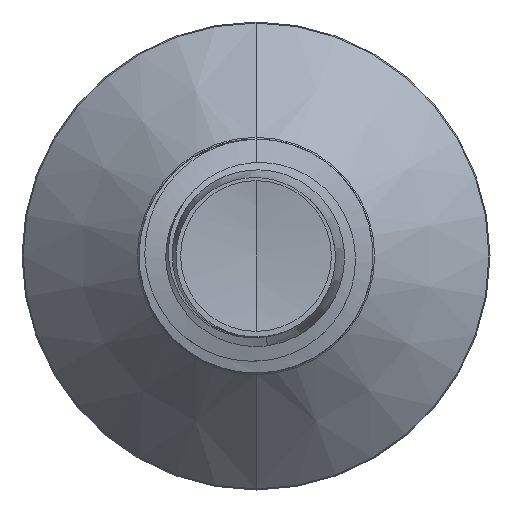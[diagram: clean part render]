
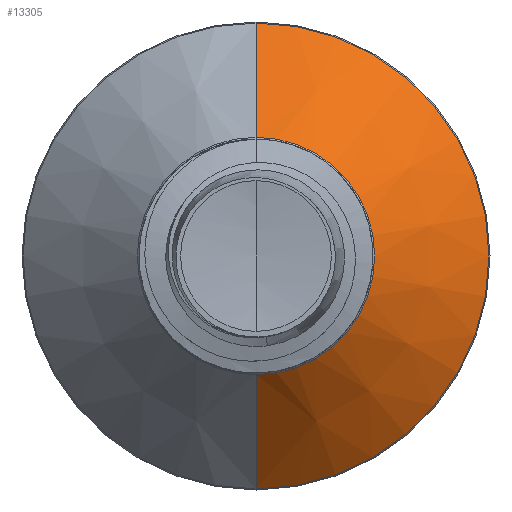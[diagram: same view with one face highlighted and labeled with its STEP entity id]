
A CAD part, front view. The second image highlights one B-rep face of the part: STEP entity #13305.
In plain terms, the highlighted conical face has half-angle 45 degrees and reference radius 1.522 mm.
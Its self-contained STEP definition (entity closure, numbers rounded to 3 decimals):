
#104 = CARTESIAN_POINT ( 'NONE',  ( 0., 5.972, -1.522 ) ) ;
#764 = ORIENTED_EDGE ( 'NONE', *, *, #16007, .F. ) ;
#911 = AXIS2_PLACEMENT_3D ( 'NONE', #6635, #2037, #15509 ) ;
#1884 = EDGE_LOOP ( 'NONE', ( #4329, #15164, #11583, #764 ) ) ;
#2037 = DIRECTION ( 'NONE',  ( 0., 1., 0. ) ) ;
#2041 = DIRECTION ( 'NONE',  ( 0., 0.707, -0.707 ) ) ;
#2322 = LINE ( 'NONE', #11500, #18598 ) ;
#3388 = AXIS2_PLACEMENT_3D ( 'NONE', #5459, #16145, #7021 ) ;
#3636 = DIRECTION ( 'NONE',  ( 0., 0.707, 0.707 ) ) ;
#4329 = ORIENTED_EDGE ( 'NONE', *, *, #11926, .T. ) ;
#5459 = CARTESIAN_POINT ( 'NONE',  ( 0., 5.972, 0. ) ) ;
#5902 = VECTOR ( 'NONE', #3636, 1000. ) ;
#6068 = CARTESIAN_POINT ( 'NONE',  ( 0., 5.972, 1.522 ) ) ;
#6635 = CARTESIAN_POINT ( 'NONE',  ( 0., 5.972, 0. ) ) ;
#7021 = DIRECTION ( 'NONE',  ( 0., 0., 1. ) ) ;
#7172 = CARTESIAN_POINT ( 'NONE',  ( 0., 7.437, -2.987 ) ) ;
#7287 = LINE ( 'NONE', #17080, #5902 ) ;
#7459 = EDGE_CURVE ( 'NONE', #8630, #18612, #14325, .T. ) ;
#7923 = CARTESIAN_POINT ( 'NONE',  ( 0., 7.437, 2.987 ) ) ;
#8272 = DIRECTION ( 'NONE',  ( 0., 1., 0. ) ) ;
#8518 = VERTEX_POINT ( 'NONE', #104 ) ;
#8630 = VERTEX_POINT ( 'NONE', #7923 ) ;
#9254 = EDGE_CURVE ( 'NONE', #8518, #18612, #2322, .T. ) ;
#11436 = CONICAL_SURFACE ( 'NONE', #911, 1.522, 0.785 ) ;
#11500 = CARTESIAN_POINT ( 'NONE',  ( 0., 5.972, -1.522 ) ) ;
#11583 = ORIENTED_EDGE ( 'NONE', *, *, #7459, .F. ) ;
#11914 = FACE_OUTER_BOUND ( 'NONE', #1884, .T. ) ;
#11926 = EDGE_CURVE ( 'NONE', #17090, #8518, #18353, .T. ) ;
#13305 = ADVANCED_FACE ( 'NONE', ( #11914 ), #11436, .T. ) ;
#14325 = CIRCLE ( 'NONE', #17200, 2.987 ) ;
#15164 = ORIENTED_EDGE ( 'NONE', *, *, #9254, .T. ) ;
#15509 = DIRECTION ( 'NONE',  ( 0., 0., 1. ) ) ;
#16007 = EDGE_CURVE ( 'NONE', #17090, #8630, #7287, .T. ) ;
#16145 = DIRECTION ( 'NONE',  ( 0., 1., 0. ) ) ;
#17080 = CARTESIAN_POINT ( 'NONE',  ( 0., 5.972, 1.522 ) ) ;
#17090 = VERTEX_POINT ( 'NONE', #6068 ) ;
#17200 = AXIS2_PLACEMENT_3D ( 'NONE', #17388, #8272, #18913 ) ;
#17388 = CARTESIAN_POINT ( 'NONE',  ( 0., 7.437, 0. ) ) ;
#18353 = CIRCLE ( 'NONE', #3388, 1.522 ) ;
#18598 = VECTOR ( 'NONE', #2041, 1000. ) ;
#18612 = VERTEX_POINT ( 'NONE', #7172 ) ;
#18913 = DIRECTION ( 'NONE',  ( 0., 0., 1. ) ) ;
